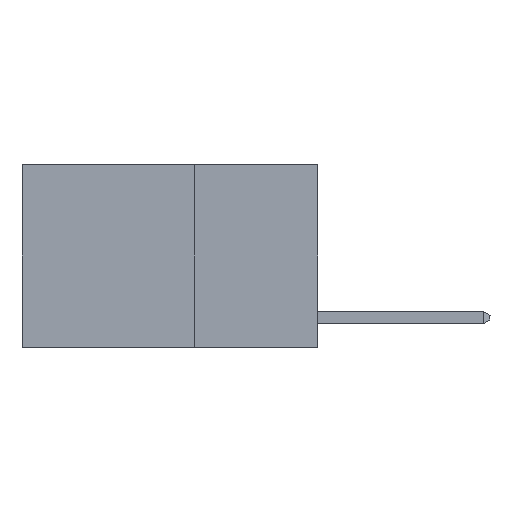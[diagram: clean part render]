
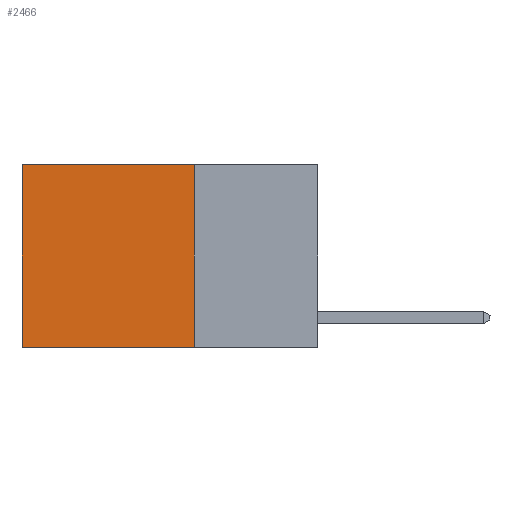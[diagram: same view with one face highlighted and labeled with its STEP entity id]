
A CAD part, left-side view. The second image highlights one B-rep face of the part: STEP entity #2466.
In plain terms, the highlighted planar face has unit normal (-1, 0, 0).
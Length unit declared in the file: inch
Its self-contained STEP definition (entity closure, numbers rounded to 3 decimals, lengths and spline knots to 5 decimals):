
#1092 = CARTESIAN_POINT ( 'NONE',  ( 0.2625, 0.25, -0.37 ) ) ;
#1261 = ORIENTED_EDGE ( 'NONE', *, *, #6184, .T. ) ;
#1383 = VECTOR ( 'NONE', #2522, 39.37008 ) ;
#1456 = VECTOR ( 'NONE', #7549, 39.37008 ) ;
#1972 = CARTESIAN_POINT ( 'NONE',  ( 0.2625, 0.25, -0.37 ) ) ;
#2466 = ADVANCED_FACE ( 'NONE', ( #7088 ), #7354, .F. ) ;
#2522 = DIRECTION ( 'NONE',  ( 0., 1., 0. ) ) ;
#2740 = CARTESIAN_POINT ( 'NONE',  ( 0.2625, 0.25, 0. ) ) ;
#3400 = ORIENTED_EDGE ( 'NONE', *, *, #8993, .F. ) ;
#3565 = EDGE_CURVE ( 'NONE', #5842, #7160, #4357, .T. ) ;
#3736 = VECTOR ( 'NONE', #7904, 39.37008 ) ;
#4012 = CARTESIAN_POINT ( 'NONE',  ( 0.2625, 0.25, 0. ) ) ;
#4280 = DIRECTION ( 'NONE',  ( 0., 1., 0. ) ) ;
#4357 = LINE ( 'NONE', #2740, #1383 ) ;
#4626 = LINE ( 'NONE', #4012, #3736 ) ;
#4670 = EDGE_LOOP ( 'NONE', ( #1261, #3400, #6254, #5443 ) ) ;
#4876 = CARTESIAN_POINT ( 'NONE',  ( 0.2625, 0.6, -0.37 ) ) ;
#4962 = DIRECTION ( 'NONE',  ( 0., 0., -1. ) ) ;
#5199 = CARTESIAN_POINT ( 'NONE',  ( 0.2625, 0.6, 0. ) ) ;
#5415 = CARTESIAN_POINT ( 'NONE',  ( 0.2625, 0.6, 0. ) ) ;
#5443 = ORIENTED_EDGE ( 'NONE', *, *, #3565, .T. ) ;
#5842 = VERTEX_POINT ( 'NONE', #9373 ) ;
#6184 = EDGE_CURVE ( 'NONE', #7160, #8127, #9263, .T. ) ;
#6205 = CARTESIAN_POINT ( 'NONE',  ( 0.2625, 0.25, 0. ) ) ;
#6254 = ORIENTED_EDGE ( 'NONE', *, *, #8503, .F. ) ;
#7088 = FACE_OUTER_BOUND ( 'NONE', #4670, .T. ) ;
#7160 = VERTEX_POINT ( 'NONE', #5415 ) ;
#7354 = PLANE ( 'NONE',  #8112 ) ;
#7394 = VERTEX_POINT ( 'NONE', #1092 ) ;
#7517 = LINE ( 'NONE', #1972, #9658 ) ;
#7549 = DIRECTION ( 'NONE',  ( 0., 0., -1. ) ) ;
#7827 = DIRECTION ( 'NONE',  ( 1., 0., 0. ) ) ;
#7904 = DIRECTION ( 'NONE',  ( 0., 0., -1. ) ) ;
#8112 = AXIS2_PLACEMENT_3D ( 'NONE', #6205, #7827, #4962 ) ;
#8127 = VERTEX_POINT ( 'NONE', #4876 ) ;
#8503 = EDGE_CURVE ( 'NONE', #5842, #7394, #4626, .T. ) ;
#8993 = EDGE_CURVE ( 'NONE', #7394, #8127, #7517, .T. ) ;
#9263 = LINE ( 'NONE', #5199, #1456 ) ;
#9373 = CARTESIAN_POINT ( 'NONE',  ( 0.2625, 0.25, 0. ) ) ;
#9658 = VECTOR ( 'NONE', #4280, 39.37008 ) ;
